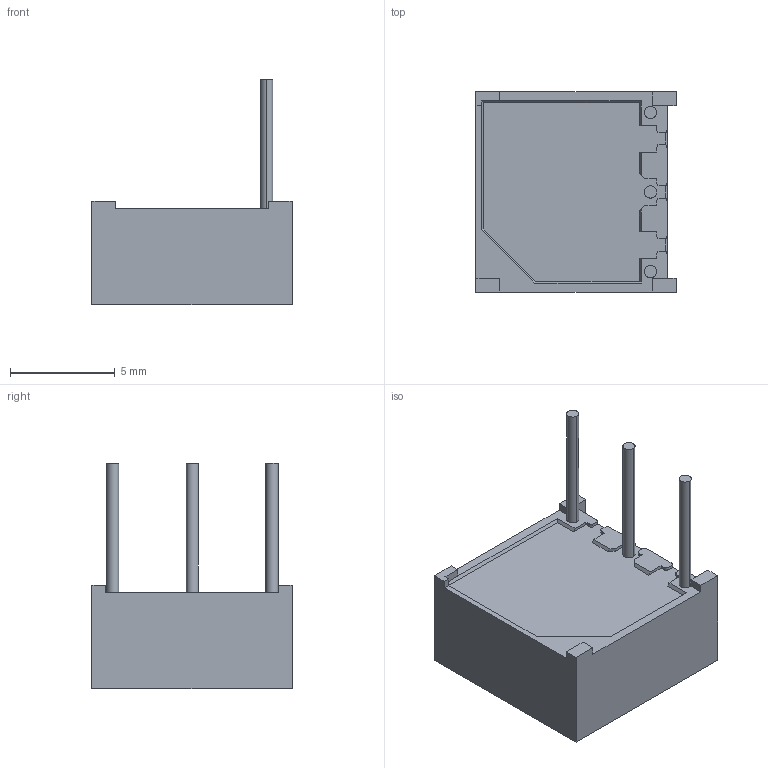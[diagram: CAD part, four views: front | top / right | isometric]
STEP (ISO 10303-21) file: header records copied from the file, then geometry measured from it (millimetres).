
FILE_DESCRIPTION((''),'2;1');
FILE_NAME('33756-71100','2012-11-01T',('stevec'),('Bourns, Inc.'),'PRO/ENGINEER BY PARAMETRIC TECHNOLOGY CORPORATION, 2012230','PRO/ENGINEER BY PARAMETRIC TECHNOLOGY CORPORATION, 2012230','');
FILE_SCHEMA(('CONFIG_CONTROL_DESIGN'));
Length unit declared in the file: inch
Products named in the file (1): 33756-71100
Bounding box: 9.58 x 9.58 x 10.77 mm (x, y, z)
Volume: 374.1 mm3; surface area: 604.7 mm2
Topology: 1 solids, 2 shells, 185 faces, 490 edges, 320 vertices
Faces by surface type: plane 127, cylinder 42, cone 12, torus 4
Entity records: 5792 total; most frequent: CARTESIAN_POINT 1065, ORIENTED_EDGE 980, DIRECTION 970, EDGE_CURVE 490, VECTOR 360, LINE 360, VERTEX_POINT 320, AXIS2_PLACEMENT_3D 305
